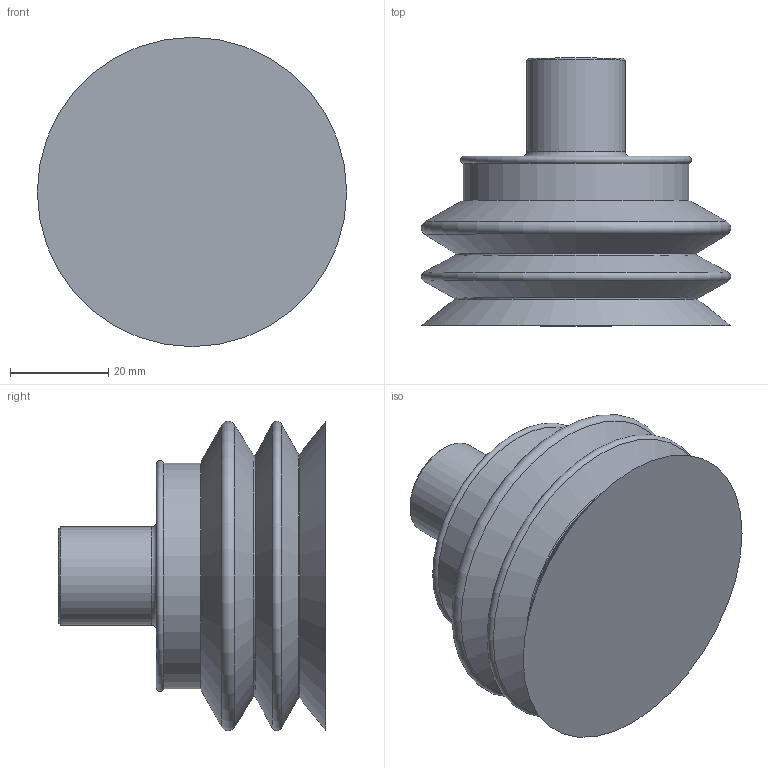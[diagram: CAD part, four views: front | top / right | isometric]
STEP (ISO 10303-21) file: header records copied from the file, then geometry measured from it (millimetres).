
FILE_DESCRIPTION(/* description */ (''),/* implementation_level */ '2;1');
FILE_NAME(/* name */ 'vf63cn_rac23r1-4h.stp',/* time_stamp */ '2023-06-27T10:35:21+02:00',/* author */ ('enginyeria2'),/* organization */ (''),/* preprocessor_version */ 'ST-DEVELOPER v17',/* originating_system */ 'Autodesk Inventor 2019',/* authorisation */ '');
FILE_SCHEMA (('AUTOMOTIVE_DESIGN { 1 0 10303 214 3 1 1 }'));
Length unit declared in the file: millimetre
Products named in the file (1): Pieza1
Bounding box: 63 x 54.5 x 63 mm (x, y, z)
Volume: 83644.3 mm3; surface area: 15922.2 mm2
Topology: 1 solids, 1 shells, 20 faces, 64 edges, 48 vertices
Faces by surface type: cone 7, torus 6, plane 4, cylinder 3
Full cylindrical faces by diameter (mm): 13.16 x1, 20 x1, 45.996 x1
Entity records: 822 total; most frequent: DIRECTION 158, CARTESIAN_POINT 132, ORIENTED_EDGE 126, AXIS2_PLACEMENT_3D 74, EDGE_CURVE 63, CIRCLE 53, VERTEX_POINT 48, EDGE_LOOP 23
